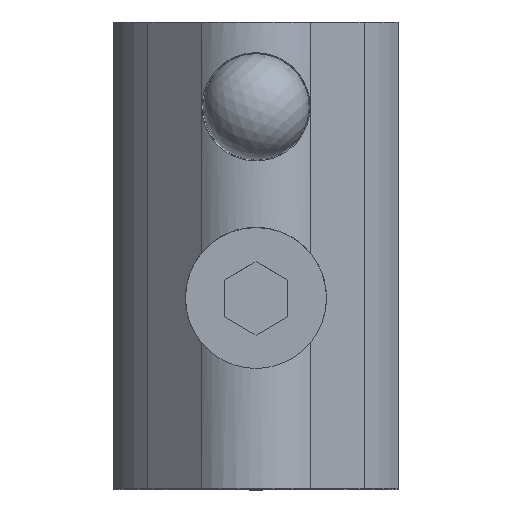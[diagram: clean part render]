
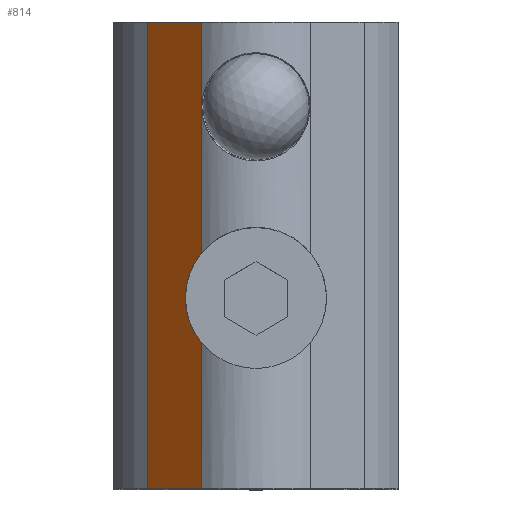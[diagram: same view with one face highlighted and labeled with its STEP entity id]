
A CAD part, top view. The second image highlights one B-rep face of the part: STEP entity #814.
In plain terms, the highlighted face is planar.
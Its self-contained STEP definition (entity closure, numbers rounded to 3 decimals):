
#701=CARTESIAN_POINT('',(2.582,3.312,0.093));
#702=VERTEX_POINT('',#701);
#724=CARTESIAN_POINT('',(2.582,3.312,-4.093));
#725=VERTEX_POINT('',#724);
#726=CARTESIAN_POINT('',(0.,5.893,-2.0));
#727=DIRECTION('',(-0.707,-0.707,0.0));
#728=DIRECTION('',(0.707,-0.707,0.0));
#729=AXIS2_PLACEMENT_3D('',#726,#727,#728);
#730=ELLIPSE('',#729,4.7,3.324);
#731=EDGE_CURVE('',#725,#702,#730,.T.);
#768=CARTESIAN_POINT('',(2.582,3.312,0.0));
#769=DIRECTION('',(0.707,0.707,0.0));
#770=DIRECTION('',(0.0,0.0,-1.0));
#771=AXIS2_PLACEMENT_3D('',#768,#769,#770);
#772=PLANE('',#771);
#773=ORIENTED_EDGE('',*,*,#731,.T.);
#774=CARTESIAN_POINT('',(2.582,3.312,11.0));
#775=VERTEX_POINT('',#774);
#776=CARTESIAN_POINT('',(2.582,3.312,11.0));
#777=DIRECTION('',(0.0,0.0,-1.0));
#778=VECTOR('',#777,10.907);
#779=LINE('',#776,#778);
#780=EDGE_CURVE('',#775,#702,#779,.T.);
#781=ORIENTED_EDGE('',*,*,#780,.F.);
#782=CARTESIAN_POINT('',(5.09,0.803,11.0));
#783=VERTEX_POINT('',#782);
#784=CARTESIAN_POINT('',(2.582,3.312,11.0));
#785=DIRECTION('',(0.707,-0.707,0.0));
#786=VECTOR('',#785,3.548);
#787=LINE('',#784,#786);
#788=EDGE_CURVE('',#775,#783,#787,.T.);
#789=ORIENTED_EDGE('',*,*,#788,.T.);
#790=CARTESIAN_POINT('',(5.09,0.803,-11.0));
#791=VERTEX_POINT('',#790);
#792=CARTESIAN_POINT('',(5.09,0.803,11.0));
#793=DIRECTION('',(0.0,0.0,-1.0));
#794=VECTOR('',#793,22.0);
#795=LINE('',#792,#794);
#796=EDGE_CURVE('',#783,#791,#795,.T.);
#797=ORIENTED_EDGE('',*,*,#796,.T.);
#798=CARTESIAN_POINT('',(2.582,3.312,-11.0));
#799=VERTEX_POINT('',#798);
#800=CARTESIAN_POINT('',(5.09,0.803,-11.0));
#801=DIRECTION('',(-0.707,0.707,0.0));
#802=VECTOR('',#801,3.548);
#803=LINE('',#800,#802);
#804=EDGE_CURVE('',#791,#799,#803,.T.);
#805=ORIENTED_EDGE('',*,*,#804,.T.);
#806=CARTESIAN_POINT('',(2.582,3.312,-4.093));
#807=DIRECTION('',(0.0,0.0,-1.0));
#808=VECTOR('',#807,6.907);
#809=LINE('',#806,#808);
#810=EDGE_CURVE('',#725,#799,#809,.T.);
#811=ORIENTED_EDGE('',*,*,#810,.F.);
#812=EDGE_LOOP('',(#773,#781,#789,#797,#805,#811));
#813=FACE_OUTER_BOUND('',#812,.T.);
#814=ADVANCED_FACE('',(#813),#772,.T.);
